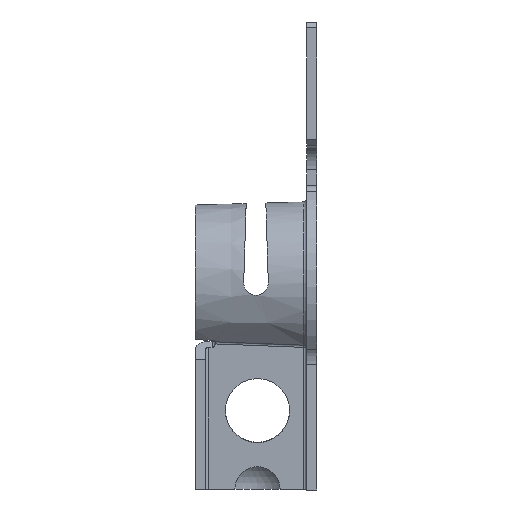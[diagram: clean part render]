
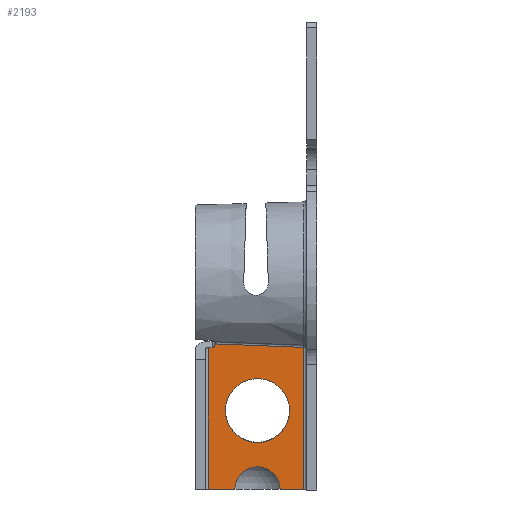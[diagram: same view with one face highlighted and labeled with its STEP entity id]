
A CAD part, left-side view. The second image highlights one B-rep face of the part: STEP entity #2193.
In plain terms, the highlighted planar face has unit normal (-1, 0, -0.029).
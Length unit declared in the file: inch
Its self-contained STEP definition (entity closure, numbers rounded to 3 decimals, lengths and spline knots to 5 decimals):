
#19 = CARTESIAN_POINT ( 'NONE',  ( -0.23848, -0.1, -1.04709 ) ) ;
#38 = VECTOR ( 'NONE', #4333, 39.37008 ) ;
#100 = EDGE_LOOP ( 'NONE', ( #2351, #3702, #774, #3288, #4065, #109, #3925, #2759, #4347 ) ) ;
#109 = ORIENTED_EDGE ( 'NONE', *, *, #4824, .T. ) ;
#112 = VERTEX_POINT ( 'NONE', #2393 ) ;
#121 = DIRECTION ( 'NONE',  ( 1., 0., 0.029 ) ) ;
#133 = CARTESIAN_POINT ( 'NONE',  ( -0.23848, -1.44159, -1.04709 ) ) ;
#166 = LINE ( 'NONE', #1247, #38 ) ;
#220 = CARTESIAN_POINT ( 'NONE',  ( -0.23848, -0.549, -1.04709 ) ) ;
#302 = DIRECTION ( 'NONE',  ( 1., 0., 0.029 ) ) ;
#359 = CARTESIAN_POINT ( 'NONE',  ( -0.25973, -0.33174, -0.31787 ) ) ;
#434 = EDGE_CURVE ( 'NONE', #3325, #112, #669, .T. ) ;
#452 = DIRECTION ( 'NONE',  ( -0.029, 0., 1. ) ) ;
#456 = VERTEX_POINT ( 'NONE', #3782 ) ;
#458 = VERTEX_POINT ( 'NONE', #2601 ) ;
#617 = EDGE_CURVE ( 'NONE', #1245, #2794, #4851, .T. ) ;
#658 = CARTESIAN_POINT ( 'NONE',  ( -0.25487, -0.315, -0.48483 ) ) ;
#669 = CIRCLE ( 'NONE', #1173, 0.115 ) ;
#752 = CARTESIAN_POINT ( 'NONE',  ( -0.25991, -0.17725, -0.31189 ) ) ;
#759 = CIRCLE ( 'NONE', #4598, 0.1625 ) ;
#764 = VECTOR ( 'NONE', #876, 39.37008 ) ;
#774 = ORIENTED_EDGE ( 'NONE', *, *, #1796, .T. ) ;
#876 = DIRECTION ( 'NONE',  ( 0.029, 0., -1. ) ) ;
#911 = DIRECTION ( 'NONE',  ( 0., 1., 0. ) ) ;
#1008 = CARTESIAN_POINT ( 'NONE',  ( -0.25946, -0.09379, -0.32739 ) ) ;
#1033 = AXIS2_PLACEMENT_3D ( 'NONE', #2361, #2742, #452 ) ;
#1044 = CIRCLE ( 'NONE', #2297, 0.1625 ) ;
#1077 = EDGE_CURVE ( 'NONE', #1179, #456, #759, .T. ) ;
#1090 = EDGE_LOOP ( 'NONE', ( #4940, #1983 ) ) ;
#1173 = AXIS2_PLACEMENT_3D ( 'NONE', #1849, #4549, #2246 ) ;
#1179 = VERTEX_POINT ( 'NONE', #658 ) ;
#1234 = VECTOR ( 'NONE', #2329, 39.37008 ) ;
#1245 = VERTEX_POINT ( 'NONE', #1818 ) ;
#1247 = CARTESIAN_POINT ( 'NONE',  ( -0.23848, -0.549, -1.04709 ) ) ;
#1386 = CARTESIAN_POINT ( 'NONE',  ( -0.25996, -0.1, -0.31008 ) ) ;
#1388 = CARTESIAN_POINT ( 'NONE',  ( -0.25946, -0.066, -0.32739 ) ) ;
#1496 = VECTOR ( 'NONE', #3554, 39.37008 ) ;
#1650 = FACE_OUTER_BOUND ( 'NONE', #100, .T. ) ;
#1660 = VERTEX_POINT ( 'NONE', #3972 ) ;
#1796 = EDGE_CURVE ( 'NONE', #1660, #458, #3750, .T. ) ;
#1818 = CARTESIAN_POINT ( 'NONE',  ( -0.25996, -0.1, -0.31008 ) ) ;
#1849 = CARTESIAN_POINT ( 'NONE',  ( -0.23848, -0.315, -1.04709 ) ) ;
#1978 = EDGE_CURVE ( 'NONE', #3325, #3819, #2630, .T. ) ;
#1983 = ORIENTED_EDGE ( 'NONE', *, *, #4925, .T. ) ;
#2038 = CARTESIAN_POINT ( 'NONE',  ( -0.23848, -0.066, -1.04709 ) ) ;
#2122 = CARTESIAN_POINT ( 'NONE',  ( -0.25946, -0.085, -0.32739 ) ) ;
#2156 = LINE ( 'NONE', #19, #1234 ) ;
#2193 = ADVANCED_FACE ( 'NONE', ( #1650, #3728 ), #3899, .T. ) ;
#2246 = DIRECTION ( 'NONE',  ( 0.029, 0., -1. ) ) ;
#2297 = AXIS2_PLACEMENT_3D ( 'NONE', #2414, #121, #2807 ) ;
#2329 = DIRECTION ( 'NONE',  ( 0.029, 0., -1. ) ) ;
#2351 = ORIENTED_EDGE ( 'NONE', *, *, #4119, .F. ) ;
#2361 = CARTESIAN_POINT ( 'NONE',  ( -0.23848, -1.44159, -1.04709 ) ) ;
#2393 = CARTESIAN_POINT ( 'NONE',  ( -0.23848, -0.43, -1.04709 ) ) ;
#2414 = CARTESIAN_POINT ( 'NONE',  ( -0.25013, -0.315, -0.64726 ) ) ;
#2419 = VERTEX_POINT ( 'NONE', #220 ) ;
#2533 = DIRECTION ( 'NONE',  ( 0., 1., 0. ) ) ;
#2560 = CARTESIAN_POINT ( 'NONE',  ( -0.23848, -0.2, -1.04709 ) ) ;
#2592 = CARTESIAN_POINT ( 'NONE',  ( -0.25013, -0.315, -0.64726 ) ) ;
#2601 = CARTESIAN_POINT ( 'NONE',  ( -0.26, -0.1, -0.30887 ) ) ;
#2630 = LINE ( 'NONE', #3155, #1496 ) ;
#2649 = CARTESIAN_POINT ( 'NONE',  ( -0.25965, -0.40416, -0.32066 ) ) ;
#2661 = VECTOR ( 'NONE', #2533, 39.37008 ) ;
#2669 = LINE ( 'NONE', #3182, #764 ) ;
#2742 = DIRECTION ( 'NONE',  ( -1., 0., -0.029 ) ) ;
#2759 = ORIENTED_EDGE ( 'NONE', *, *, #1978, .F. ) ;
#2794 = VERTEX_POINT ( 'NONE', #2122 ) ;
#2807 = DIRECTION ( 'NONE',  ( 0.029, 0., -1. ) ) ;
#2870 = VERTEX_POINT ( 'NONE', #1388 ) ;
#2988 = DIRECTION ( 'NONE',  ( 0.029, 0., -1. ) ) ;
#3046 = CARTESIAN_POINT ( 'NONE',  ( -0.25982, -0.25449, -0.31489 ) ) ;
#3076 = EDGE_CURVE ( 'NONE', #2419, #1660, #166, .T. ) ;
#3155 = CARTESIAN_POINT ( 'NONE',  ( -0.23848, -1.44159, -1.04709 ) ) ;
#3182 = CARTESIAN_POINT ( 'NONE',  ( -0.23848, -0.066, -1.04709 ) ) ;
#3288 = ORIENTED_EDGE ( 'NONE', *, *, #3704, .T. ) ;
#3325 = VERTEX_POINT ( 'NONE', #2560 ) ;
#3332 = CARTESIAN_POINT ( 'NONE',  ( -0.25946, -0.1, -0.32739 ) ) ;
#3448 = CARTESIAN_POINT ( 'NONE',  ( -0.26, -0.1, -0.30887 ) ) ;
#3554 = DIRECTION ( 'NONE',  ( 0., 1., 0. ) ) ;
#3697 = CARTESIAN_POINT ( 'NONE',  ( -0.25967, -0.1, -0.32022 ) ) ;
#3702 = ORIENTED_EDGE ( 'NONE', *, *, #3076, .T. ) ;
#3704 = EDGE_CURVE ( 'NONE', #458, #1245, #2156, .T. ) ;
#3728 = FACE_BOUND ( 'NONE', #1090, .T. ) ;
#3750 = B_SPLINE_CURVE_WITH_KNOTS ( 'NONE', 3,
 ( #4586, #4966, #2649, #359, #3046, #752, #3448 ),
 .UNSPECIFIED., .F., .F.,
 ( 4, 3, 4 ),
 ( 0., 0.00552, 0.01141 ),
 .UNSPECIFIED. ) ;
#3782 = CARTESIAN_POINT ( 'NONE',  ( -0.2454, -0.315, -0.80969 ) ) ;
#3806 = EDGE_CURVE ( 'NONE', #2870, #3819, #2669, .T. ) ;
#3819 = VERTEX_POINT ( 'NONE', #2038 ) ;
#3899 = PLANE ( 'NONE',  #1033 ) ;
#3925 = ORIENTED_EDGE ( 'NONE', *, *, #3806, .T. ) ;
#3972 = CARTESIAN_POINT ( 'NONE',  ( -0.25949, -0.549, -0.32619 ) ) ;
#4065 = ORIENTED_EDGE ( 'NONE', *, *, #617, .T. ) ;
#4085 = CARTESIAN_POINT ( 'NONE',  ( -0.25946, -0.085, -0.32739 ) ) ;
#4119 = EDGE_CURVE ( 'NONE', #2419, #112, #4664, .T. ) ;
#4333 = DIRECTION ( 'NONE',  ( -0.029, 0., 1. ) ) ;
#4347 = ORIENTED_EDGE ( 'NONE', *, *, #434, .T. ) ;
#4549 = DIRECTION ( 'NONE',  ( 1., 0., 0.029 ) ) ;
#4586 = CARTESIAN_POINT ( 'NONE',  ( -0.25949, -0.549, -0.32619 ) ) ;
#4598 = AXIS2_PLACEMENT_3D ( 'NONE', #2592, #302, #2988 ) ;
#4600 = LINE ( 'NONE', #3332, #2661 ) ;
#4664 = LINE ( 'NONE', #133, #4789 ) ;
#4789 = VECTOR ( 'NONE', #911, 39.37008 ) ;
#4824 = EDGE_CURVE ( 'NONE', #2794, #2870, #4600, .T. ) ;
#4851 =( BOUNDED_CURVE ( )  B_SPLINE_CURVE ( 3, ( #1386, #3697, #1008, #4085 ),
 .UNSPECIFIED., .F., .F. ) 
 B_SPLINE_CURVE_WITH_KNOTS ( ( 4, 4 ),
 ( 1.5708, 3.14159 ),
 .UNSPECIFIED. ) 
 CURVE ( )  GEOMETRIC_REPRESENTATION_ITEM ( )  RATIONAL_B_SPLINE_CURVE ( ( 1., 0.805, 0.805, 1. ) ) 
 REPRESENTATION_ITEM ( '' )  );
#4925 = EDGE_CURVE ( 'NONE', #456, #1179, #1044, .T. ) ;
#4940 = ORIENTED_EDGE ( 'NONE', *, *, #1077, .T. ) ;
#4966 = CARTESIAN_POINT ( 'NONE',  ( -0.25957, -0.47658, -0.32343 ) ) ;
